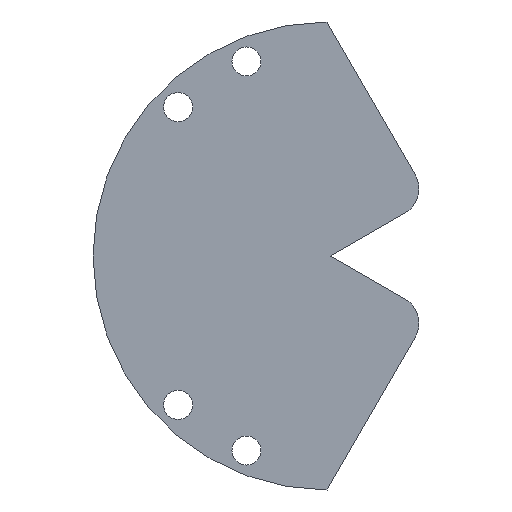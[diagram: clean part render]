
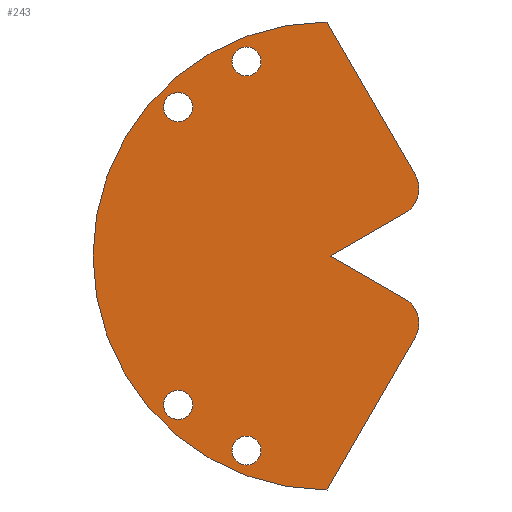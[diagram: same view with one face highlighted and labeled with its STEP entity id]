
A CAD part, front view. The second image highlights one B-rep face of the part: STEP entity #243.
In plain terms, the highlighted planar face has unit normal (0, -1, 0).
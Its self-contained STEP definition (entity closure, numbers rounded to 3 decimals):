
#22=FACE_BOUND('',#44,.T.);
#23=FACE_BOUND('',#45,.T.);
#24=FACE_BOUND('',#46,.T.);
#25=FACE_BOUND('',#47,.T.);
#30=FACE_OUTER_BOUND('',#43,.T.);
#43=EDGE_LOOP('',(#171,#172,#173,#174,#175,#176,#177));
#44=EDGE_LOOP('',(#178));
#45=EDGE_LOOP('',(#179));
#46=EDGE_LOOP('',(#180));
#47=EDGE_LOOP('',(#181));
#64=LINE('',#378,#83);
#65=LINE('',#382,#84);
#66=LINE('',#384,#85);
#67=LINE('',#387,#86);
#83=VECTOR('',#303,10.);
#84=VECTOR('',#306,10.);
#85=VECTOR('',#307,10.);
#86=VECTOR('',#310,10.);
#102=CIRCLE('',#271,25.);
#103=CIRCLE('',#272,3.);
#104=CIRCLE('',#273,3.);
#105=CIRCLE('',#274,1.55);
#106=CIRCLE('',#275,1.55);
#107=CIRCLE('',#276,1.55);
#108=CIRCLE('',#277,1.55);
#116=VERTEX_POINT('',#374);
#117=VERTEX_POINT('',#375);
#118=VERTEX_POINT('',#377);
#119=VERTEX_POINT('',#379);
#120=VERTEX_POINT('',#381);
#121=VERTEX_POINT('',#383);
#122=VERTEX_POINT('',#385);
#123=VERTEX_POINT('',#388);
#124=VERTEX_POINT('',#390);
#125=VERTEX_POINT('',#392);
#126=VERTEX_POINT('',#394);
#138=EDGE_CURVE('',#116,#117,#102,.T.);
#139=EDGE_CURVE('',#118,#117,#64,.T.);
#140=EDGE_CURVE('',#118,#119,#103,.T.);
#141=EDGE_CURVE('',#120,#119,#65,.T.);
#142=EDGE_CURVE('',#120,#121,#66,.T.);
#143=EDGE_CURVE('',#121,#122,#104,.T.);
#144=EDGE_CURVE('',#116,#122,#67,.T.);
#145=EDGE_CURVE('',#123,#123,#105,.T.);
#146=EDGE_CURVE('',#124,#124,#106,.T.);
#147=EDGE_CURVE('',#125,#125,#107,.T.);
#148=EDGE_CURVE('',#126,#126,#108,.T.);
#171=ORIENTED_EDGE('',*,*,#138,.T.);
#172=ORIENTED_EDGE('',*,*,#139,.F.);
#173=ORIENTED_EDGE('',*,*,#140,.T.);
#174=ORIENTED_EDGE('',*,*,#141,.F.);
#175=ORIENTED_EDGE('',*,*,#142,.T.);
#176=ORIENTED_EDGE('',*,*,#143,.T.);
#177=ORIENTED_EDGE('',*,*,#144,.F.);
#178=ORIENTED_EDGE('',*,*,#145,.T.);
#179=ORIENTED_EDGE('',*,*,#146,.T.);
#180=ORIENTED_EDGE('',*,*,#147,.T.);
#181=ORIENTED_EDGE('',*,*,#148,.T.);
#237=PLANE('',#270);
#243=ADVANCED_FACE('',(#30,#22,#23,#24,#25),#237,.F.);
#270=AXIS2_PLACEMENT_3D('',#373,#299,#300);
#271=AXIS2_PLACEMENT_3D('',#376,#301,#302);
#272=AXIS2_PLACEMENT_3D('',#380,#304,#305);
#273=AXIS2_PLACEMENT_3D('',#386,#308,#309);
#274=AXIS2_PLACEMENT_3D('',#389,#311,#312);
#275=AXIS2_PLACEMENT_3D('',#391,#313,#314);
#276=AXIS2_PLACEMENT_3D('',#393,#315,#316);
#277=AXIS2_PLACEMENT_3D('',#395,#317,#318);
#299=DIRECTION('center_axis',(0.,1.,0.));
#300=DIRECTION('ref_axis',(1.,0.,0.));
#301=DIRECTION('center_axis',(0.,-1.,0.));
#302=DIRECTION('ref_axis',(1.,0.,0.));
#303=DIRECTION('',(-0.5,0.,-0.866));
#304=DIRECTION('center_axis',(0.,-1.,0.));
#305=DIRECTION('ref_axis',(0.866,0.,-0.5));
#306=DIRECTION('',(0.866,0.,-0.5));
#307=DIRECTION('',(0.866,0.,0.5));
#308=DIRECTION('center_axis',(0.,-1.,0.));
#309=DIRECTION('ref_axis',(0.5,0.,-0.866));
#310=DIRECTION('',(0.5,0.,-0.866));
#311=DIRECTION('center_axis',(0.,1.,0.));
#312=DIRECTION('ref_axis',(1.,0.,0.));
#313=DIRECTION('center_axis',(0.,1.,0.));
#314=DIRECTION('ref_axis',(1.,0.,0.));
#315=DIRECTION('center_axis',(0.,1.,0.));
#316=DIRECTION('ref_axis',(1.,0.,0.));
#317=DIRECTION('center_axis',(0.,1.,0.));
#318=DIRECTION('ref_axis',(1.,0.,0.));
#373=CARTESIAN_POINT('Origin',(49.243,0.,0.));
#374=CARTESIAN_POINT('',(98.486,0.,25.));
#375=CARTESIAN_POINT('',(98.486,0.,-25.));
#376=CARTESIAN_POINT('Origin',(98.486,0.,0.));
#377=CARTESIAN_POINT('',(107.911,0.,-8.675));
#378=CARTESIAN_POINT('',(112.919,0.,0.));
#379=CARTESIAN_POINT('',(106.813,0.,-4.577));
#380=CARTESIAN_POINT('Origin',(105.313,0.,-7.175));
#381=CARTESIAN_POINT('',(98.886,0.,0.));
#382=CARTESIAN_POINT('',(98.886,0.,0.));
#383=CARTESIAN_POINT('',(106.813,0.,4.577));
#384=CARTESIAN_POINT('',(98.886,0.,0.));
#385=CARTESIAN_POINT('',(107.911,0.,8.675));
#386=CARTESIAN_POINT('Origin',(105.313,0.,7.175));
#387=CARTESIAN_POINT('',(98.198,0.,25.498));
#388=CARTESIAN_POINT('',(81.026,0.,15.91));
#389=CARTESIAN_POINT('Origin',(82.576,0.,15.91));
#390=CARTESIAN_POINT('',(81.026,0.,-15.91));
#391=CARTESIAN_POINT('Origin',(82.576,0.,-15.91));
#392=CARTESIAN_POINT('',(88.325,0.,-20.787));
#393=CARTESIAN_POINT('Origin',(89.875,0.,-20.787));
#394=CARTESIAN_POINT('',(88.325,0.,20.787));
#395=CARTESIAN_POINT('Origin',(89.875,0.,20.787));
